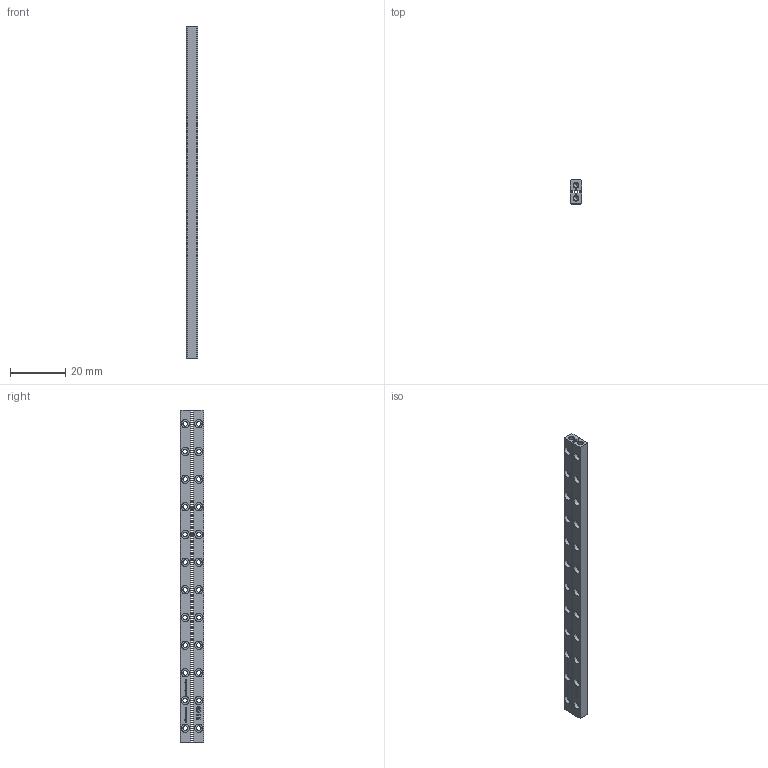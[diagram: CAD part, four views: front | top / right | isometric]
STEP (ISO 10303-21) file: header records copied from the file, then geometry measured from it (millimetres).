
FILE_DESCRIPTION(('FreeCAD Model'),'2;1');
FILE_NAME('R 1-120.step','2020-07-23T17:20:21',('Author'),(''), 'Open CASCADE STEP processor 6.8','FreeCAD','Unknown');
FILE_SCHEMA(('AUTOMOTIVE_DESIGN_CC2 { 1 2 10303 214 -1 1 5 4 }'));
Length unit declared in the file: millimetre
Products named in the file (2): ASSEMBLY; Cut001
Assembly tree (1 placements, depth 2):
  ASSEMBLY
    Cut001
Bounding box: 4 x 8.5 x 120 mm (x, y, z)
Volume: 3173.3 mm3; surface area: 4586.4 mm2
Topology: 2 solids, 2 shells, 648 faces, 1717 edges, 1134 vertices
Faces by surface type: extrusion 361, plane 201, cylinder 54, cone 32
Full cylindrical faces by diameter (mm): 1.65 x24, 1.7 x4, 3 x24
Entity records: 42763 total; most frequent: CARTESIAN_POINT 10526, DIRECTION 4742, VECTOR 3816, LINE 3455, ORIENTED_EDGE 3426, PCURVE 3426, DEFINITIONAL_REPRESENTATION 3426, B_SPLINE_CURVE_WITH_KNOTS 1805
